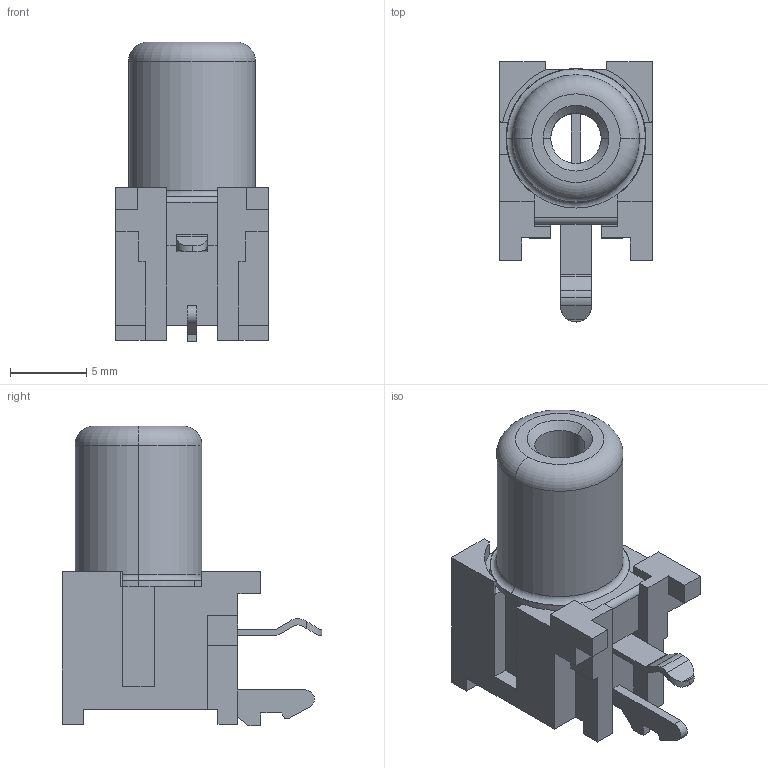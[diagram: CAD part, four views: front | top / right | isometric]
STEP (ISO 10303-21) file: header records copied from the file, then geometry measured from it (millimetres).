
FILE_DESCRIPTION (( 'STEP AP214' ), '1' );
FILE_NAME ('KLPX-0848A-2-Y_rA4.STEP', '2013-04-30T23:41:33', ( '' ), ( '' ), 'SwSTEP 2.0', 'SolidWorks 2012', '' );
FILE_SCHEMA (( 'AUTOMOTIVE_DESIGN' ));
Length unit declared in the file: millimetre
Products named in the file (1): KLPX-0848A-2-Y_rA4
Bounding box: 10 x 17 x 19.6 mm (x, y, z)
Volume: 1172.8 mm3; surface area: 1284.4 mm2
Topology: 1 solids, 1 shells, 135 faces, 379 edges, 244 vertices
Faces by surface type: plane 104, cylinder 25, torus 4, cone 2
Entity records: 5234 total; most frequent: CARTESIAN_POINT 787, ORIENTED_EDGE 758, DIRECTION 711, EDGE_CURVE 379, LINE 303, VECTOR 303, VERTEX_POINT 244, AXIS2_PLACEMENT_3D 204
